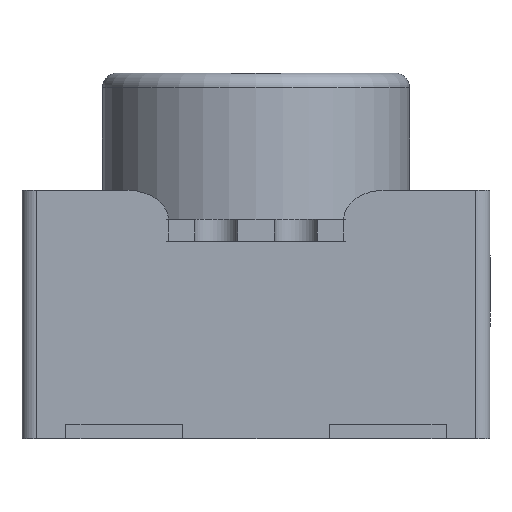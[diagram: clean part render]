
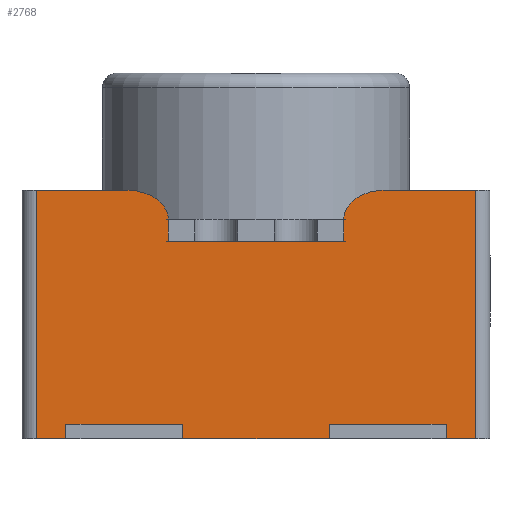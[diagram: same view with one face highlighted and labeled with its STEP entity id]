
A CAD part, left-side view. The second image highlights one B-rep face of the part: STEP entity #2768.
In plain terms, the highlighted planar face has unit normal (-1, 0, 0).
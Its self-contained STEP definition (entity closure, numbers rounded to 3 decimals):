
#92=ELLIPSE('',#2988,0.283,0.2);
#93=ELLIPSE('',#2989,0.283,0.2);
#330=ORIENTED_EDGE('',*,*,#1045,.T.);
#331=ORIENTED_EDGE('',*,*,#1049,.T.);
#332=ORIENTED_EDGE('',*,*,#1065,.T.);
#333=ORIENTED_EDGE('',*,*,#1051,.T.);
#334=ORIENTED_EDGE('',*,*,#1042,.T.);
#335=ORIENTED_EDGE('',*,*,#1053,.T.);
#336=ORIENTED_EDGE('',*,*,#1059,.T.);
#337=ORIENTED_EDGE('',*,*,#1094,.T.);
#338=ORIENTED_EDGE('',*,*,#1080,.F.);
#339=ORIENTED_EDGE('',*,*,#1095,.T.);
#340=ORIENTED_EDGE('',*,*,#1096,.F.);
#341=ORIENTED_EDGE('',*,*,#1069,.T.);
#342=ORIENTED_EDGE('',*,*,#1097,.T.);
#343=ORIENTED_EDGE('',*,*,#1098,.T.);
#344=ORIENTED_EDGE('',*,*,#1090,.F.);
#345=ORIENTED_EDGE('',*,*,#1099,.T.);
#346=ORIENTED_EDGE('',*,*,#1060,.T.);
#347=ORIENTED_EDGE('',*,*,#1047,.T.);
#1042=EDGE_CURVE('',#1438,#1437,#1720,.T.);
#1045=EDGE_CURVE('',#1436,#1439,#1723,.T.);
#1047=EDGE_CURVE('',#1440,#1436,#1725,.T.);
#1049=EDGE_CURVE('',#1439,#1441,#1727,.T.);
#1051=EDGE_CURVE('',#1442,#1438,#1729,.T.);
#1053=EDGE_CURVE('',#1437,#1443,#1731,.T.);
#1059=EDGE_CURVE('',#1443,#1447,#1735,.T.);
#1060=EDGE_CURVE('',#1448,#1440,#1736,.T.);
#1065=EDGE_CURVE('',#1441,#1442,#1739,.T.);
#1069=EDGE_CURVE('',#1456,#1455,#1743,.T.);
#1080=EDGE_CURVE('',#1466,#1467,#1754,.T.);
#1090=EDGE_CURVE('',#1476,#1477,#1761,.T.);
#1094=EDGE_CURVE('',#1447,#1467,#1764,.F.);
#1095=EDGE_CURVE('',#1466,#1480,#92,.F.);
#1096=EDGE_CURVE('',#1456,#1480,#1765,.T.);
#1097=EDGE_CURVE('',#1455,#1481,#1766,.T.);
#1098=EDGE_CURVE('',#1481,#1477,#93,.F.);
#1099=EDGE_CURVE('',#1476,#1448,#1767,.T.);
#1436=VERTEX_POINT('',#4071);
#1437=VERTEX_POINT('',#4073);
#1438=VERTEX_POINT('',#4075);
#1439=VERTEX_POINT('',#4078);
#1440=VERTEX_POINT('',#4082);
#1441=VERTEX_POINT('',#4086);
#1442=VERTEX_POINT('',#4090);
#1443=VERTEX_POINT('',#4094);
#1447=VERTEX_POINT('',#4106);
#1448=VERTEX_POINT('',#4109);
#1455=VERTEX_POINT('',#4126);
#1456=VERTEX_POINT('',#4128);
#1466=VERTEX_POINT('',#4149);
#1467=VERTEX_POINT('',#4151);
#1476=VERTEX_POINT('',#4173);
#1477=VERTEX_POINT('',#4174);
#1480=VERTEX_POINT('',#4183);
#1481=VERTEX_POINT('',#4186);
#1720=LINE('',#4074,#2048);
#1723=LINE('',#4079,#2051);
#1725=LINE('',#4083,#2053);
#1727=LINE('',#4087,#2055);
#1729=LINE('',#4091,#2057);
#1731=LINE('',#4095,#2059);
#1735=LINE('',#4107,#2063);
#1736=LINE('',#4108,#2064);
#1739=LINE('',#4118,#2067);
#1743=LINE('',#4127,#2071);
#1754=LINE('',#4150,#2082);
#1761=LINE('',#4172,#2089);
#1764=LINE('',#4181,#2092);
#1765=LINE('',#4184,#2093);
#1766=LINE('',#4185,#2094);
#1767=LINE('',#4188,#2095);
#2048=VECTOR('',#3269,1000.);
#2051=VECTOR('',#3272,1000.);
#2053=VECTOR('',#3276,1000.);
#2055=VECTOR('',#3280,1000.);
#2057=VECTOR('',#3284,1000.);
#2059=VECTOR('',#3288,1000.);
#2063=VECTOR('',#3300,1000.);
#2064=VECTOR('',#3301,1000.);
#2067=VECTOR('',#3310,1000.);
#2071=VECTOR('',#3316,1000.);
#2082=VECTOR('',#3329,1000.);
#2089=VECTOR('',#3348,1000.);
#2092=VECTOR('',#3355,1000.);
#2093=VECTOR('',#3358,1000.);
#2094=VECTOR('',#3359,1000.);
#2095=VECTOR('',#3362,1000.);
#2350=EDGE_LOOP('',(#330,#331,#332,#333,#334,#335,#336,#337,#338,#339,#340,
#341,#342,#343,#344,#345,#346,#347));
#2504=FACE_BOUND('',#2350,.T.);
#2658=PLANE('',#2987);
#2768=ADVANCED_FACE('',(#2504),#2658,.F.);
#2987=AXIS2_PLACEMENT_3D('',#4180,#3353,#3354);
#2988=AXIS2_PLACEMENT_3D('',#4182,#3356,#3357);
#2989=AXIS2_PLACEMENT_3D('',#4187,#3360,#3361);
#3269=DIRECTION('',(0.,-1.,0.));
#3272=DIRECTION('',(0.,-1.,0.));
#3276=DIRECTION('',(0.,0.,1.));
#3280=DIRECTION('',(0.,0.,-1.));
#3284=DIRECTION('',(0.,0.,1.));
#3288=DIRECTION('',(0.,0.,-1.));
#3300=DIRECTION('',(0.,-1.,0.));
#3301=DIRECTION('',(0.,-1.,0.));
#3310=DIRECTION('',(0.,-1.,0.));
#3316=DIRECTION('',(0.,1.,0.));
#3329=DIRECTION('',(0.,-1.,0.));
#3348=DIRECTION('',(0.,-1.,0.));
#3353=DIRECTION('',(1.,0.,0.));
#3354=DIRECTION('',(0.,0.,-1.));
#3355=DIRECTION('',(0.,0.,-1.));
#3356=DIRECTION('',(1.,0.,0.));
#3357=DIRECTION('',(0.,1.,0.));
#3358=DIRECTION('',(0.,0.,1.));
#3359=DIRECTION('',(0.,0.,1.));
#3360=DIRECTION('',(1.,0.,0.));
#3361=DIRECTION('',(0.,1.,0.));
#3362=DIRECTION('',(0.,0.,-1.));
#4071=CARTESIAN_POINT('',(-2.25,1.3,0.1));
#4073=CARTESIAN_POINT('',(-2.25,-1.3,0.1));
#4074=CARTESIAN_POINT('',(-2.25,1.6,0.1));
#4075=CARTESIAN_POINT('',(-2.25,-0.5,0.1));
#4078=CARTESIAN_POINT('',(-2.25,0.5,0.1));
#4079=CARTESIAN_POINT('',(-2.25,1.6,0.1));
#4082=CARTESIAN_POINT('',(-2.25,1.3,0.));
#4083=CARTESIAN_POINT('',(-2.25,1.3,1.7));
#4086=CARTESIAN_POINT('',(-2.25,0.5,0.));
#4087=CARTESIAN_POINT('',(-2.25,0.5,1.7));
#4090=CARTESIAN_POINT('',(-2.25,-0.5,0.));
#4091=CARTESIAN_POINT('',(-2.25,-0.5,1.7));
#4094=CARTESIAN_POINT('',(-2.25,-1.3,0.));
#4095=CARTESIAN_POINT('',(-2.25,-1.3,1.7));
#4106=CARTESIAN_POINT('',(-2.25,-1.5,0.));
#4107=CARTESIAN_POINT('',(-2.25,1.6,0.));
#4108=CARTESIAN_POINT('',(-2.25,1.6,0.));
#4109=CARTESIAN_POINT('',(-2.25,1.5,0.));
#4118=CARTESIAN_POINT('',(-2.25,1.6,0.));
#4126=CARTESIAN_POINT('',(-2.25,0.6,1.35));
#4127=CARTESIAN_POINT('',(-2.25,-0.6,1.35));
#4128=CARTESIAN_POINT('',(-2.25,-0.6,1.35));
#4149=CARTESIAN_POINT('',(-2.25,-0.883,1.7));
#4150=CARTESIAN_POINT('',(-2.25,1.6,1.7));
#4151=CARTESIAN_POINT('',(-2.25,-1.5,1.7));
#4172=CARTESIAN_POINT('',(-2.25,1.6,1.7));
#4173=CARTESIAN_POINT('',(-2.25,1.5,1.7));
#4174=CARTESIAN_POINT('',(-2.25,0.883,1.7));
#4180=CARTESIAN_POINT('',(-2.25,1.6,1.7));
#4181=CARTESIAN_POINT('',(-2.25,-1.5,1.7));
#4182=CARTESIAN_POINT('',(-2.25,-0.883,1.5));
#4183=CARTESIAN_POINT('',(-2.25,-0.6,1.5));
#4184=CARTESIAN_POINT('',(-2.25,-0.6,1.35));
#4185=CARTESIAN_POINT('',(-2.25,0.6,1.35));
#4186=CARTESIAN_POINT('',(-2.25,0.6,1.5));
#4187=CARTESIAN_POINT('',(-2.25,0.883,1.5));
#4188=CARTESIAN_POINT('',(-2.25,1.5,1.7));
